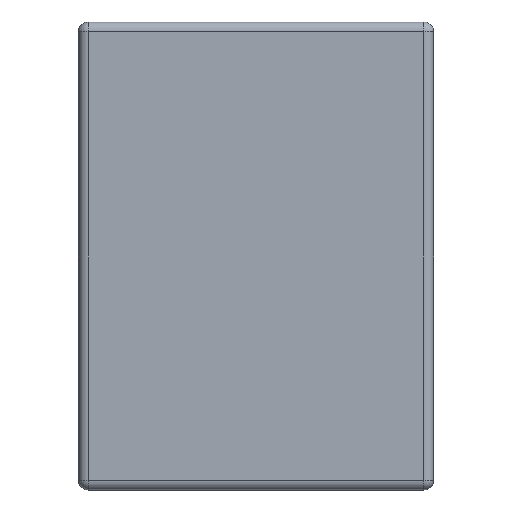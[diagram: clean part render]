
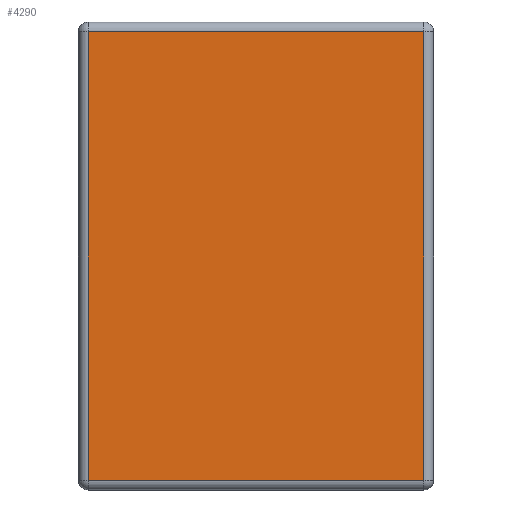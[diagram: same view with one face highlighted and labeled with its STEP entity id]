
A CAD part, left-side view. The second image highlights one B-rep face of the part: STEP entity #4290.
In plain terms, the highlighted planar face has unit normal (-1, 0, 0).
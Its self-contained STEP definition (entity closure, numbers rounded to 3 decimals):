
#380 = VECTOR ( 'NONE', #3248, 1000. ) ;
#495 = LINE ( 'NONE', #715, #380 ) ;
#561 = CARTESIAN_POINT ( 'NONE',  ( 0., 1.994, -0.056 ) ) ;
#652 = ORIENTED_EDGE ( 'NONE', *, *, #4156, .T. ) ;
#715 = CARTESIAN_POINT ( 'NONE',  ( 0., 0., -2.644 ) ) ;
#716 = VECTOR ( 'NONE', #2563, 1000. ) ;
#728 = PLANE ( 'NONE',  #1684 ) ;
#1115 = VERTEX_POINT ( 'NONE', #2434 ) ;
#1501 = CARTESIAN_POINT ( 'NONE',  ( 0., 0.056, 0. ) ) ;
#1675 = VERTEX_POINT ( 'NONE', #561 ) ;
#1684 = AXIS2_PLACEMENT_3D ( 'NONE', #2232, #2933, #2586 ) ;
#1718 = ORIENTED_EDGE ( 'NONE', *, *, #4449, .T. ) ;
#1824 = EDGE_LOOP ( 'NONE', ( #2038, #652, #2796, #1718 ) ) ;
#1835 = CARTESIAN_POINT ( 'NONE',  ( 0., 0.056, -2.644 ) ) ;
#1844 = CARTESIAN_POINT ( 'NONE',  ( 0., 1.994, -2.7 ) ) ;
#1897 = EDGE_CURVE ( 'NONE', #1115, #4132, #495, .T. ) ;
#2021 = LINE ( 'NONE', #1501, #2988 ) ;
#2038 = ORIENTED_EDGE ( 'NONE', *, *, #1897, .T. ) ;
#2232 = CARTESIAN_POINT ( 'NONE',  ( 0., 0., 0. ) ) ;
#2420 = LINE ( 'NONE', #3423, #4493 ) ;
#2434 = CARTESIAN_POINT ( 'NONE',  ( 0., 1.994, -2.644 ) ) ;
#2563 = DIRECTION ( 'NONE',  ( 0., 0., -1. ) ) ;
#2586 = DIRECTION ( 'NONE',  ( 0., 0., 1. ) ) ;
#2625 = EDGE_CURVE ( 'NONE', #3073, #1675, #2420, .T. ) ;
#2796 = ORIENTED_EDGE ( 'NONE', *, *, #2625, .T. ) ;
#2933 = DIRECTION ( 'NONE',  ( -1., 0., 0. ) ) ;
#2984 = LINE ( 'NONE', #1844, #716 ) ;
#2988 = VECTOR ( 'NONE', #3646, 1000. ) ;
#3073 = VERTEX_POINT ( 'NONE', #4206 ) ;
#3248 = DIRECTION ( 'NONE',  ( 0., -1., 0. ) ) ;
#3423 = CARTESIAN_POINT ( 'NONE',  ( 0., 2.05, -0.056 ) ) ;
#3646 = DIRECTION ( 'NONE',  ( 0., 0., 1. ) ) ;
#3649 = FACE_OUTER_BOUND ( 'NONE', #1824, .T. ) ;
#4132 = VERTEX_POINT ( 'NONE', #1835 ) ;
#4156 = EDGE_CURVE ( 'NONE', #4132, #3073, #2021, .T. ) ;
#4205 = DIRECTION ( 'NONE',  ( 0., 1., 0. ) ) ;
#4206 = CARTESIAN_POINT ( 'NONE',  ( 0., 0.056, -0.056 ) ) ;
#4290 = ADVANCED_FACE ( 'NONE', ( #3649 ), #728, .T. ) ;
#4449 = EDGE_CURVE ( 'NONE', #1675, #1115, #2984, .T. ) ;
#4493 = VECTOR ( 'NONE', #4205, 1000. ) ;
